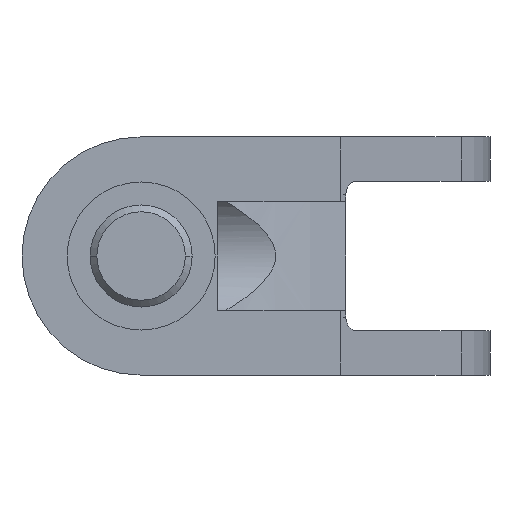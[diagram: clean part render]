
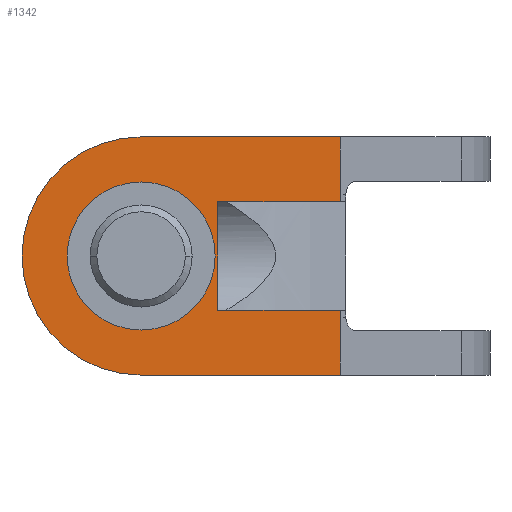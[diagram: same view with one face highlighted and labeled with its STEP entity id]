
A CAD part, front view. The second image highlights one B-rep face of the part: STEP entity #1342.
In plain terms, the highlighted planar face has unit normal (0, -1, 0).
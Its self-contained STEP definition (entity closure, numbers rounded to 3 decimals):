
#450=CARTESIAN_POINT('',(0.,-7.,0.));
#451=DIRECTION('',(0.,-1.,0.));
#452=DIRECTION('',(1.,0.,0.));
#453=AXIS2_PLACEMENT_3D('',#450,#451,#452);
#455=CARTESIAN_POINT('',(0.,-7.,0.));
#456=DIRECTION('',(0.,1.,0.));
#457=DIRECTION('',(1.,0.,0.));
#458=AXIS2_PLACEMENT_3D('',#455,#456,#457);
#460=DIRECTION('',(-1.,0.,0.));
#461=VECTOR('',#460,3.607);
#462=CARTESIAN_POINT('',(5.857,-7.,1.6));
#463=LINE('',#462,#461);
#464=DIRECTION('',(0.,0.,1.));
#465=VECTOR('',#464,3.2);
#466=CARTESIAN_POINT('',(2.25,-7.,-1.6));
#467=LINE('',#466,#465);
#468=DIRECTION('',(-1.,0.,0.));
#469=VECTOR('',#468,3.607);
#470=CARTESIAN_POINT('',(5.857,-7.,-1.6));
#471=LINE('',#470,#469);
#472=DIRECTION('',(0.,0.,-1.));
#473=VECTOR('',#472,1.9);
#474=CARTESIAN_POINT('',(5.857,-7.,-1.6));
#475=LINE('',#474,#473);
#476=DIRECTION('',(-1.,0.,0.));
#477=VECTOR('',#476,5.857);
#478=CARTESIAN_POINT('',(5.857,-7.,-3.5));
#479=LINE('',#478,#477);
#480=CARTESIAN_POINT('',(0.,-7.,0.));
#481=DIRECTION('',(0.,1.,0.));
#482=DIRECTION('',(0.,0.,-1.));
#483=AXIS2_PLACEMENT_3D('',#480,#481,#482);
#485=DIRECTION('',(-1.,0.,0.));
#486=VECTOR('',#485,5.857);
#487=CARTESIAN_POINT('',(5.857,-7.,3.5));
#488=LINE('',#487,#486);
#489=DIRECTION('',(0.,0.,-1.));
#490=VECTOR('',#489,1.9);
#491=CARTESIAN_POINT('',(5.857,-7.,3.5));
#492=LINE('',#491,#490);
#679=CARTESIAN_POINT('',(2.175,-7.,0.));
#681=VERTEX_POINT('',#679);
#683=CARTESIAN_POINT('',(-2.175,-7.,0.));
#685=VERTEX_POINT('',#683);
#714=CARTESIAN_POINT('',(0.,-7.,-3.5));
#715=CARTESIAN_POINT('',(0.,-7.,3.5));
#716=VERTEX_POINT('',#714);
#717=VERTEX_POINT('',#715);
#734=CARTESIAN_POINT('',(5.857,-7.,3.5));
#735=VERTEX_POINT('',#734);
#740=CARTESIAN_POINT('',(5.857,-7.,-3.5));
#741=VERTEX_POINT('',#740);
#813=CARTESIAN_POINT('',(5.857,-7.,1.6));
#814=CARTESIAN_POINT('',(2.25,-7.,1.6));
#815=VERTEX_POINT('',#813);
#816=VERTEX_POINT('',#814);
#817=CARTESIAN_POINT('',(5.857,-7.,-1.6));
#818=CARTESIAN_POINT('',(2.25,-7.,-1.6));
#819=VERTEX_POINT('',#817);
#820=VERTEX_POINT('',#818);
#1318=CARTESIAN_POINT('',(0.,-7.,0.));
#1319=DIRECTION('',(0.,-1.,0.));
#1320=DIRECTION('',(-1.,0.,0.));
#1321=AXIS2_PLACEMENT_3D('',#1318,#1319,#1320);
#1322=PLANE('',#1321);
#1323=ORIENTED_EDGE('',*,*,#1307,.T.);
#1325=ORIENTED_EDGE('',*,*,#1324,.F.);
#1327=ORIENTED_EDGE('',*,*,#1326,.F.);
#1328=ORIENTED_EDGE('',*,*,#1297,.T.);
#1329=ORIENTED_EDGE('',*,*,#1205,.T.);
#1331=ORIENTED_EDGE('',*,*,#1330,.T.);
#1332=ORIENTED_EDGE('',*,*,#1253,.F.);
#1333=ORIENTED_EDGE('',*,*,#1274,.T.);
#1334=EDGE_LOOP('',(#1323,#1325,#1327,#1328,#1329,#1331,#1332,#1333));
#1335=FACE_OUTER_BOUND('',#1334,.F.);
#1337=ORIENTED_EDGE('',*,*,#1336,.T.);
#1339=ORIENTED_EDGE('',*,*,#1338,.F.);
#1340=EDGE_LOOP('',(#1337,#1339));
#1341=FACE_BOUND('',#1340,.F.);
#454=CIRCLE('',#453,2.175);
#459=CIRCLE('',#458,2.175);
#484=CIRCLE('',#483,3.5);
#1205=EDGE_CURVE('',#741,#716,#479,.T.);
#1253=EDGE_CURVE('',#735,#717,#488,.T.);
#1274=EDGE_CURVE('',#735,#815,#492,.T.);
#1297=EDGE_CURVE('',#819,#741,#475,.T.);
#1307=EDGE_CURVE('',#815,#816,#463,.T.);
#1324=EDGE_CURVE('',#820,#816,#467,.T.);
#1326=EDGE_CURVE('',#819,#820,#471,.T.);
#1330=EDGE_CURVE('',#716,#717,#484,.T.);
#1336=EDGE_CURVE('',#681,#685,#454,.T.);
#1338=EDGE_CURVE('',#681,#685,#459,.T.);
#1342=ADVANCED_FACE('',(#1335,#1341),#1322,.T.);
